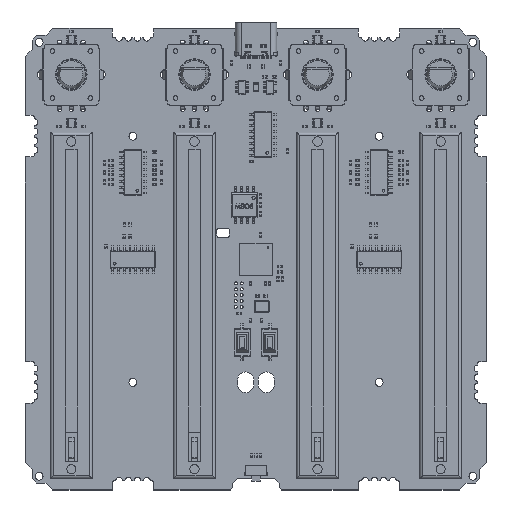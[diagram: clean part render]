
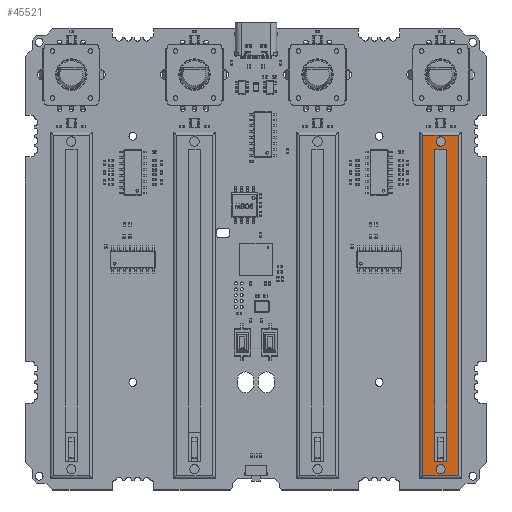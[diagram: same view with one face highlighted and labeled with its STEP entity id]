
A CAD part, top view. The second image highlights one B-rep face of the part: STEP entity #45521.
In plain terms, the highlighted face is planar.
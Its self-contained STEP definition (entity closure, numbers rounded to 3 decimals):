
#45078 = VERTEX_POINT('',#45079);
#45079 = CARTESIAN_POINT('',(36.9,6.5,-3.9));
#45091 = EDGE_CURVE('',#45092,#45078,#45094,.T.);
#45092 = VERTEX_POINT('',#45093);
#45093 = CARTESIAN_POINT('',(36.9,6.5,3.9));
#45094 = LINE('',#45095,#45096);
#45095 = CARTESIAN_POINT('',(36.9,6.5,3.9));
#45096 = VECTOR('',#45097,1.);
#45097 = DIRECTION('',(0.,0.,-1.));
#45121 = EDGE_CURVE('',#45122,#45092,#45124,.T.);
#45122 = VERTEX_POINT('',#45123);
#45123 = CARTESIAN_POINT('',(-36.9,6.5,3.9));
#45124 = LINE('',#45125,#45126);
#45125 = CARTESIAN_POINT('',(-36.9,6.5,3.9));
#45126 = VECTOR('',#45127,1.);
#45127 = DIRECTION('',(1.,0.,0.));
#45151 = EDGE_CURVE('',#45152,#45122,#45154,.T.);
#45152 = VERTEX_POINT('',#45153);
#45153 = CARTESIAN_POINT('',(-36.9,6.5,-3.9));
#45154 = LINE('',#45155,#45156);
#45155 = CARTESIAN_POINT('',(-36.9,6.5,-3.9));
#45156 = VECTOR('',#45157,1.);
#45157 = DIRECTION('',(0.,0.,1.));
#45493 = EDGE_CURVE('',#45494,#45496,#45498,.T.);
#45494 = VERTEX_POINT('',#45495);
#45495 = CARTESIAN_POINT('',(-34.5,6.5,0.));
#45496 = VERTEX_POINT('',#45497);
#45497 = CARTESIAN_POINT('',(-36.5,6.5,0.));
#45498 = CIRCLE('',#45499,1.);
#45499 = AXIS2_PLACEMENT_3D('',#45500,#45501,#45502);
#45500 = CARTESIAN_POINT('',(-35.5,6.5,0.));
#45501 = DIRECTION('',(-0.,1.,0.));
#45502 = DIRECTION('',(1.,0.,0.));
#45521 = ADVANCED_FACE('',(#45522,#45533,#45543,#45563),#45597,.T.);
#45522 = FACE_BOUND('',#45523,.F.);
#45523 = EDGE_LOOP('',(#45524,#45525,#45526,#45527));
#45524 = ORIENTED_EDGE('',*,*,#45091,.F.);
#45525 = ORIENTED_EDGE('',*,*,#45121,.F.);
#45526 = ORIENTED_EDGE('',*,*,#45151,.F.);
#45527 = ORIENTED_EDGE('',*,*,#45528,.F.);
#45528 = EDGE_CURVE('',#45078,#45152,#45529,.T.);
#45529 = LINE('',#45530,#45531);
#45530 = CARTESIAN_POINT('',(36.9,6.5,-3.9));
#45531 = VECTOR('',#45532,1.);
#45532 = DIRECTION('',(-1.,0.,0.));
#45533 = FACE_BOUND('',#45534,.F.);
#45534 = EDGE_LOOP('',(#45535,#45536));
#45535 = ORIENTED_EDGE('',*,*,#45493,.T.);
#45536 = ORIENTED_EDGE('',*,*,#45537,.T.);
#45537 = EDGE_CURVE('',#45496,#45494,#45538,.T.);
#45538 = CIRCLE('',#45539,1.);
#45539 = AXIS2_PLACEMENT_3D('',#45540,#45541,#45542);
#45540 = CARTESIAN_POINT('',(-35.5,6.5,0.));
#45541 = DIRECTION('',(0.,1.,-0.));
#45542 = DIRECTION('',(-1.,0.,0.));
#45543 = FACE_BOUND('',#45544,.F.);
#45544 = EDGE_LOOP('',(#45545,#45556));
#45545 = ORIENTED_EDGE('',*,*,#45546,.T.);
#45546 = EDGE_CURVE('',#45547,#45549,#45551,.T.);
#45547 = VERTEX_POINT('',#45548);
#45548 = CARTESIAN_POINT('',(36.5,6.5,0.));
#45549 = VERTEX_POINT('',#45550);
#45550 = CARTESIAN_POINT('',(34.5,6.5,0.));
#45551 = CIRCLE('',#45552,1.);
#45552 = AXIS2_PLACEMENT_3D('',#45553,#45554,#45555);
#45553 = CARTESIAN_POINT('',(35.5,6.5,0.));
#45554 = DIRECTION('',(-0.,1.,0.));
#45555 = DIRECTION('',(1.,0.,0.));
#45556 = ORIENTED_EDGE('',*,*,#45557,.T.);
#45557 = EDGE_CURVE('',#45549,#45547,#45558,.T.);
#45558 = CIRCLE('',#45559,1.);
#45559 = AXIS2_PLACEMENT_3D('',#45560,#45561,#45562);
#45560 = CARTESIAN_POINT('',(35.5,6.5,0.));
#45561 = DIRECTION('',(0.,1.,-0.));
#45562 = DIRECTION('',(-1.,0.,0.));
#45563 = FACE_BOUND('',#45564,.F.);
#45564 = EDGE_LOOP('',(#45565,#45575,#45583,#45591));
#45565 = ORIENTED_EDGE('',*,*,#45566,.T.);
#45566 = EDGE_CURVE('',#45567,#45569,#45571,.T.);
#45567 = VERTEX_POINT('',#45568);
#45568 = CARTESIAN_POINT('',(-33.75,6.5,-1.25));
#45569 = VERTEX_POINT('',#45570);
#45570 = CARTESIAN_POINT('',(-33.75,6.5,1.25));
#45571 = LINE('',#45572,#45573);
#45572 = CARTESIAN_POINT('',(-33.75,6.5,-1.25));
#45573 = VECTOR('',#45574,1.);
#45574 = DIRECTION('',(0.,0.,1.));
#45575 = ORIENTED_EDGE('',*,*,#45576,.T.);
#45576 = EDGE_CURVE('',#45569,#45577,#45579,.T.);
#45577 = VERTEX_POINT('',#45578);
#45578 = CARTESIAN_POINT('',(33.75,6.5,1.25));
#45579 = LINE('',#45580,#45581);
#45580 = CARTESIAN_POINT('',(-33.75,6.5,1.25));
#45581 = VECTOR('',#45582,1.);
#45582 = DIRECTION('',(1.,0.,0.));
#45583 = ORIENTED_EDGE('',*,*,#45584,.T.);
#45584 = EDGE_CURVE('',#45577,#45585,#45587,.T.);
#45585 = VERTEX_POINT('',#45586);
#45586 = CARTESIAN_POINT('',(33.75,6.5,-1.25));
#45587 = LINE('',#45588,#45589);
#45588 = CARTESIAN_POINT('',(33.75,6.5,1.25));
#45589 = VECTOR('',#45590,1.);
#45590 = DIRECTION('',(0.,0.,-1.));
#45591 = ORIENTED_EDGE('',*,*,#45592,.T.);
#45592 = EDGE_CURVE('',#45585,#45567,#45593,.T.);
#45593 = LINE('',#45594,#45595);
#45594 = CARTESIAN_POINT('',(33.75,6.5,-1.25));
#45595 = VECTOR('',#45596,1.);
#45596 = DIRECTION('',(-1.,0.,0.));
#45597 = PLANE('',#45598);
#45598 = AXIS2_PLACEMENT_3D('',#45599,#45600,#45601);
#45599 = CARTESIAN_POINT('',(0.,6.5,0.));
#45600 = DIRECTION('',(0.,1.,0.));
#45601 = DIRECTION('',(1.,0.,0.));
